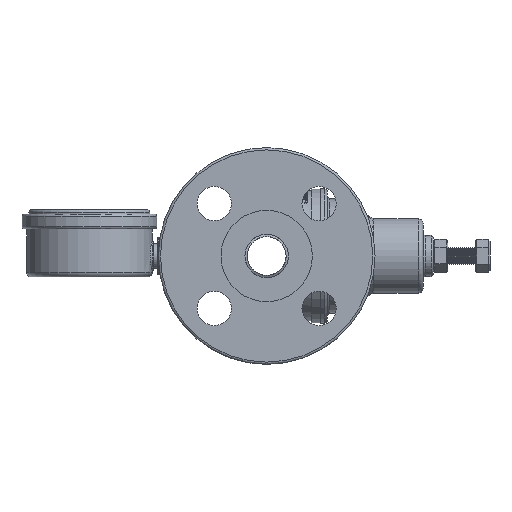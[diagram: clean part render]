
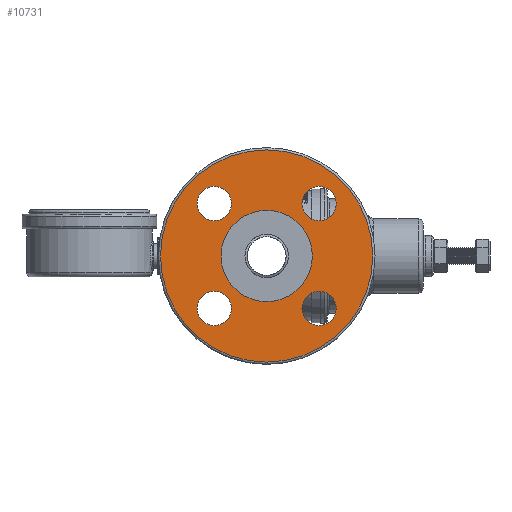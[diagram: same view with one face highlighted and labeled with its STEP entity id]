
A CAD part, left-side view. The second image highlights one B-rep face of the part: STEP entity #10731.
In plain terms, the highlighted planar face has unit normal (-1, 0, 0).
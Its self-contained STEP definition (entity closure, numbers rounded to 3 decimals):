
#2018=PLANE('',#11519);
#2274=FACE_BOUND('',#3420,.T.);
#2275=FACE_BOUND('',#3421,.T.);
#2276=FACE_BOUND('',#3422,.T.);
#2277=FACE_BOUND('',#3423,.T.);
#2278=FACE_BOUND('',#3424,.T.);
#2716=FACE_OUTER_BOUND('',#3419,.T.);
#3419=EDGE_LOOP('',(#9049));
#3420=EDGE_LOOP('',(#9050));
#3421=EDGE_LOOP('',(#9051));
#3422=EDGE_LOOP('',(#9052));
#3423=EDGE_LOOP('',(#9053));
#3424=EDGE_LOOP('',(#9054));
#3789=CIRCLE('',#11383,46.5);
#3792=CIRCLE('',#11388,20.);
#3819=CIRCLE('',#11433,7.5);
#3821=CIRCLE('',#11436,7.5);
#3823=CIRCLE('',#11439,7.5);
#3825=CIRCLE('',#11442,7.5);
#4853=VERTEX_POINT('',#23813);
#4856=VERTEX_POINT('',#23821);
#4899=VERTEX_POINT('',#24145);
#4901=VERTEX_POINT('',#24150);
#4903=VERTEX_POINT('',#24155);
#4905=VERTEX_POINT('',#24160);
#6190=EDGE_CURVE('',#4853,#4853,#3789,.T.);
#6193=EDGE_CURVE('',#4856,#4856,#3792,.T.);
#6240=EDGE_CURVE('',#4899,#4899,#3819,.T.);
#6242=EDGE_CURVE('',#4901,#4901,#3821,.T.);
#6244=EDGE_CURVE('',#4903,#4903,#3823,.T.);
#6246=EDGE_CURVE('',#4905,#4905,#3825,.T.);
#9049=ORIENTED_EDGE('',*,*,#6190,.T.);
#9050=ORIENTED_EDGE('',*,*,#6193,.F.);
#9051=ORIENTED_EDGE('',*,*,#6240,.F.);
#9052=ORIENTED_EDGE('',*,*,#6242,.F.);
#9053=ORIENTED_EDGE('',*,*,#6244,.F.);
#9054=ORIENTED_EDGE('',*,*,#6246,.F.);
#10731=ADVANCED_FACE('',(#2716,#2274,#2275,#2276,#2277,#2278),#2018,.T.);
#11383=AXIS2_PLACEMENT_3D('',#23814,#13019,#13020);
#11388=AXIS2_PLACEMENT_3D('',#23822,#13029,#13030);
#11433=AXIS2_PLACEMENT_3D('',#24146,#13123,#13124);
#11436=AXIS2_PLACEMENT_3D('',#24151,#13129,#13130);
#11439=AXIS2_PLACEMENT_3D('',#24156,#13135,#13136);
#11442=AXIS2_PLACEMENT_3D('',#24161,#13141,#13142);
#11519=AXIS2_PLACEMENT_3D('',#25365,#13405,#13406);
#13019=DIRECTION('center_axis',(-1.,0.,0.));
#13020=DIRECTION('ref_axis',(0.,0.,1.));
#13029=DIRECTION('center_axis',(-1.,0.,0.));
#13030=DIRECTION('ref_axis',(0.,0.,1.));
#13123=DIRECTION('center_axis',(-1.,0.,0.));
#13124=DIRECTION('ref_axis',(0.,0.,1.));
#13129=DIRECTION('center_axis',(-1.,0.,0.));
#13130=DIRECTION('ref_axis',(0.,0.,1.));
#13135=DIRECTION('center_axis',(-1.,0.,0.));
#13136=DIRECTION('ref_axis',(0.,0.,1.));
#13141=DIRECTION('center_axis',(-1.,0.,0.));
#13142=DIRECTION('ref_axis',(0.,0.,1.));
#13405=DIRECTION('center_axis',(-1.,0.,0.));
#13406=DIRECTION('ref_axis',(0.,0.,1.));
#23813=CARTESIAN_POINT('',(-80.196,7.704,47.215));
#23814=CARTESIAN_POINT('Origin',(-80.196,7.704,0.715));
#23821=CARTESIAN_POINT('',(-80.196,7.704,20.715));
#23822=CARTESIAN_POINT('Origin',(-80.196,7.704,0.715));
#24145=CARTESIAN_POINT('',(-80.196,-15.277,31.196));
#24146=CARTESIAN_POINT('Origin',(-80.196,-15.277,23.696));
#24150=CARTESIAN_POINT('',(-80.196,-15.277,-14.766));
#24151=CARTESIAN_POINT('Origin',(-80.196,-15.277,-22.266));
#24155=CARTESIAN_POINT('',(-80.196,30.685,-14.766));
#24156=CARTESIAN_POINT('Origin',(-80.196,30.685,-22.266));
#24160=CARTESIAN_POINT('',(-80.196,30.685,31.196));
#24161=CARTESIAN_POINT('Origin',(-80.196,30.685,23.696));
#25365=CARTESIAN_POINT('Origin',(-80.196,7.704,0.715));
